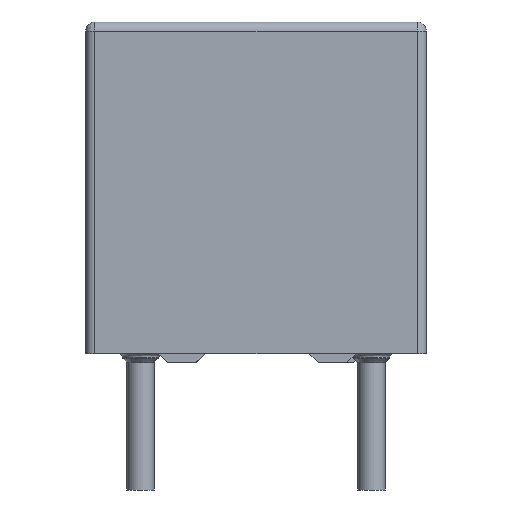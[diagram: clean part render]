
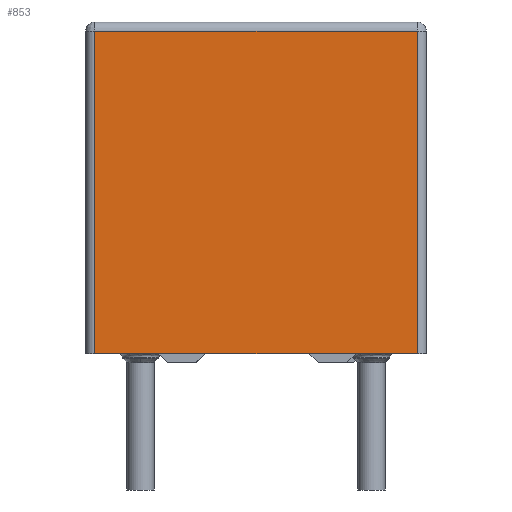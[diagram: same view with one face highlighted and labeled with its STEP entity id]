
A CAD part, front view. The second image highlights one B-rep face of the part: STEP entity #853.
In plain terms, the highlighted planar face has unit normal (0, -1, 0).
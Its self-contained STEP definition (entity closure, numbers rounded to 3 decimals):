
#67 = DIRECTION ( 'NONE',  ( 0., 0., 1. ) ) ;
#82 = VERTEX_POINT ( 'NONE', #2430 ) ;
#115 = ORIENTED_EDGE ( 'NONE', *, *, #2725, .T. ) ;
#205 = VECTOR ( 'NONE', #1408, 1000. ) ;
#288 = LINE ( 'NONE', #551, #1282 ) ;
#431 = DIRECTION ( 'NONE',  ( -1., 0., 0. ) ) ;
#447 = CARTESIAN_POINT ( 'NONE',  ( 3.75, 0., 0. ) ) ;
#487 = EDGE_LOOP ( 'NONE', ( #115, #2040, #1428, #590 ) ) ;
#551 = CARTESIAN_POINT ( 'NONE',  ( 7.5, 0., 7.1 ) ) ;
#560 = CARTESIAN_POINT ( 'NONE',  ( 7.3, 0., 0. ) ) ;
#590 = ORIENTED_EDGE ( 'NONE', *, *, #1471, .T. ) ;
#744 = DIRECTION ( 'NONE',  ( -1., 0., 0. ) ) ;
#802 = CARTESIAN_POINT ( 'NONE',  ( 0.2, 0., 7.1 ) ) ;
#853 = ADVANCED_FACE ( 'NONE', ( #1205 ), #2549, .T. ) ;
#958 = CARTESIAN_POINT ( 'NONE',  ( 0.2, 0., 0. ) ) ;
#966 = CARTESIAN_POINT ( 'NONE',  ( 7.5, 0., 0. ) ) ;
#1205 = FACE_OUTER_BOUND ( 'NONE', #487, .T. ) ;
#1282 = VECTOR ( 'NONE', #744, 1000. ) ;
#1322 = LINE ( 'NONE', #560, #2340 ) ;
#1408 = DIRECTION ( 'NONE',  ( 0., 0., -1. ) ) ;
#1428 = ORIENTED_EDGE ( 'NONE', *, *, #2038, .F. ) ;
#1471 = EDGE_CURVE ( 'NONE', #82, #2371, #1322, .T. ) ;
#2038 = EDGE_CURVE ( 'NONE', #82, #2355, #2694, .T. ) ;
#2040 = ORIENTED_EDGE ( 'NONE', *, *, #2927, .T. ) ;
#2071 = AXIS2_PLACEMENT_3D ( 'NONE', #966, #3027, #2530 ) ;
#2314 = VERTEX_POINT ( 'NONE', #802 ) ;
#2340 = VECTOR ( 'NONE', #67, 1000. ) ;
#2355 = VERTEX_POINT ( 'NONE', #3118 ) ;
#2371 = VERTEX_POINT ( 'NONE', #2943 ) ;
#2421 = LINE ( 'NONE', #958, #205 ) ;
#2430 = CARTESIAN_POINT ( 'NONE',  ( 7.3, 0., 0. ) ) ;
#2530 = DIRECTION ( 'NONE',  ( 0., 0., -1. ) ) ;
#2549 = PLANE ( 'NONE',  #2071 ) ;
#2694 = LINE ( 'NONE', #447, #2918 ) ;
#2725 = EDGE_CURVE ( 'NONE', #2371, #2314, #288, .T. ) ;
#2918 = VECTOR ( 'NONE', #431, 1000. ) ;
#2927 = EDGE_CURVE ( 'NONE', #2314, #2355, #2421, .T. ) ;
#2943 = CARTESIAN_POINT ( 'NONE',  ( 7.3, 0., 7.1 ) ) ;
#3027 = DIRECTION ( 'NONE',  ( 0., -1., 0. ) ) ;
#3118 = CARTESIAN_POINT ( 'NONE',  ( 0.2, 0., 0. ) ) ;
